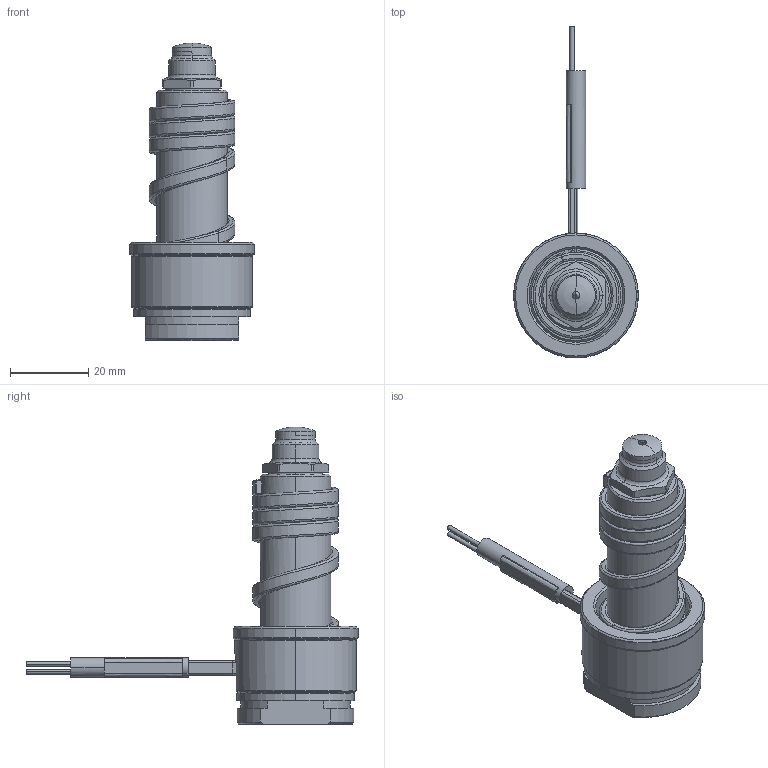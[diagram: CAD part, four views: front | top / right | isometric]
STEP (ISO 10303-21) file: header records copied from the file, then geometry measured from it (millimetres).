
FILE_DESCRIPTION((''),'2;1');
FILE_NAME('SM-76-BES-R','2014-02-24T',('Íàòàëüÿ'),('IMID'),'PRO/ENGINEER BY PARAMETRIC TECHNOLOGY CORPORATION, 2010180','PRO/ENGINEER BY PARAMETRIC TECHNOLOGY CORPORATION, 2010180','');
FILE_SCHEMA(('CONFIG_CONTROL_DESIGN'));
Length unit declared in the file: millimetre
Products named in the file (1): SM-76-BES-R
Bounding box: 32 x 85 x 76.2 mm (x, y, z)
Volume: 28053.5 mm3; surface area: 16820.9 mm2
Topology: 1 solids, 13 shells, 344 faces, 876 edges, 524 vertices
Faces by surface type: cylinder 122, cone 62, plane 55, bspline 53, torus 32, revolution 9, extrusion 7, sphere 4
Entity records: 16622 total; most frequent: CARTESIAN_POINT 8610, ORIENTED_EDGE 1692, DIRECTION 1610, EDGE_CURVE 866, AXIS2_PLACEMENT_3D 650, VERTEX_POINT 524, CIRCLE 374, EDGE_LOOP 370
